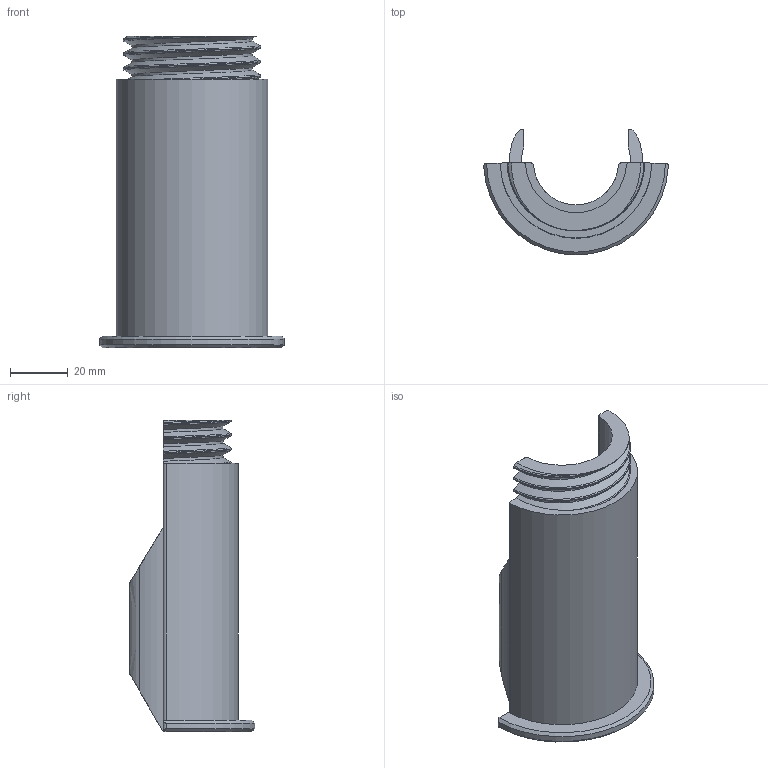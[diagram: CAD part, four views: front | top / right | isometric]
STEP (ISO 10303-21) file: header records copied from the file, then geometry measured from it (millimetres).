
FILE_DESCRIPTION(/* description */ (''),/* implementation_level */ '2;1');
FILE_NAME(/* name */ 'spindle-part-b.step',/* time_stamp */ '2025-09-30T22:13:27-04:00',/* author */ (''),/* organization */ (''),/* preprocessor_version */ 'ST-DEVELOPER v20.1',/* originating_system */ 'Autodesk Translation Framework v14.17.0.0',/* authorisation */ '');
FILE_SCHEMA (('AUTOMOTIVE_DESIGN { 1 0 10303 214 3 1 1 }'));
Length unit declared in the file: millimetre
Products named in the file (1): spindle-part-b
Bounding box: 63.95 x 43.58 x 108 mm (x, y, z)
Volume: 69946.8 mm3; surface area: 22045.4 mm2
Topology: 1 solids, 1 shells, 104 faces, 311 edges, 209 vertices
Faces by surface type: bspline 38, plane 35, cylinder 28, cone 3
Entity records: 5309 total; most frequent: CARTESIAN_POINT 2814, ORIENTED_EDGE 622, DIRECTION 358, EDGE_CURVE 311, VERTEX_POINT 209, B_SPLINE_CURVE_WITH_KNOTS 133, LINE 120, VECTOR 120
